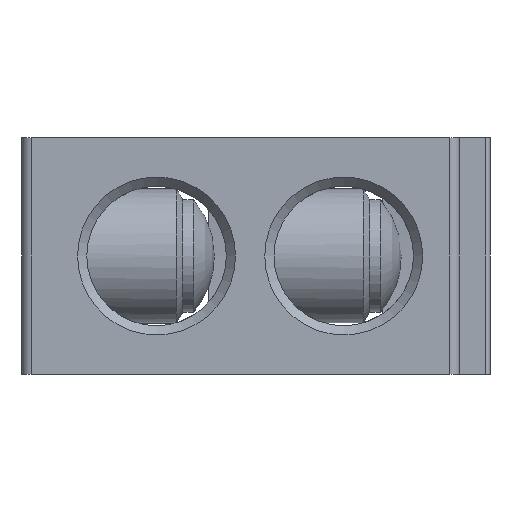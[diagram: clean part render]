
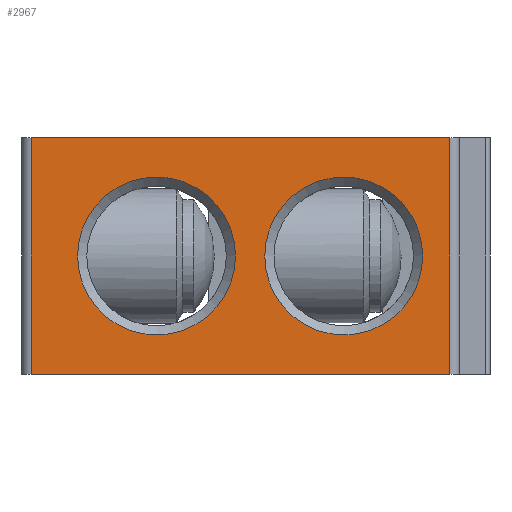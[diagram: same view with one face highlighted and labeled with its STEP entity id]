
A CAD part, left-side view. The second image highlights one B-rep face of the part: STEP entity #2967.
In plain terms, the highlighted planar face has unit normal (-1, 0, 0).
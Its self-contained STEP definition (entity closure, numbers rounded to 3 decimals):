
#22 = VERTEX_POINT('',#23);
#23 = CARTESIAN_POINT('',(-14.599,-17.767,-19.507));
#33 = CYLINDRICAL_SURFACE('',#34,0.762);
#34 = AXIS2_PLACEMENT_3D('',#35,#36,#37);
#35 = CARTESIAN_POINT('',(-13.837,-17.767,0.));
#36 = DIRECTION('',(0.,0.,-1.));
#37 = DIRECTION('',(-0.707,-0.707,0.));
#45 = PLANE('',#46);
#46 = AXIS2_PLACEMENT_3D('',#47,#48,#49);
#47 = CARTESIAN_POINT('',(6.294,-5.647,-19.507));
#48 = DIRECTION('',(0.,0.,-1.));
#49 = DIRECTION('',(-1.,0.,0.));
#90 = VERTEX_POINT('',#91);
#91 = CARTESIAN_POINT('',(-14.599,-17.767,0.));
#106 = PLANE('',#107);
#107 = AXIS2_PLACEMENT_3D('',#108,#109,#110);
#108 = CARTESIAN_POINT('',(6.294,-5.647,0.));
#109 = DIRECTION('',(0.,0.,1.));
#110 = DIRECTION('',(1.,0.,0.));
#122 = EDGE_CURVE('',#90,#22,#123,.T.);
#123 = SURFACE_CURVE('',#124,(#128,#135),.PCURVE_S1.);
#124 = LINE('',#125,#126);
#125 = CARTESIAN_POINT('',(-14.599,-17.767,0.));
#126 = VECTOR('',#127,1.);
#127 = DIRECTION('',(0.,0.,-1.));
#128 = PCURVE('',#33,#129);
#129 = DEFINITIONAL_REPRESENTATION('',(#130),#134);
#130 = LINE('',#131,#132);
#131 = CARTESIAN_POINT('',(7.069,0.));
#132 = VECTOR('',#133,1.);
#133 = DIRECTION('',(0.,1.));
#134 = ( GEOMETRIC_REPRESENTATION_CONTEXT(2) 
PARAMETRIC_REPRESENTATION_CONTEXT() REPRESENTATION_CONTEXT('2D SPACE',''
  ) );
#135 = PCURVE('',#136,#141);
#136 = PLANE('',#137);
#137 = AXIS2_PLACEMENT_3D('',#138,#139,#140);
#138 = CARTESIAN_POINT('',(-14.599,-18.529,0.));
#139 = DIRECTION('',(-1.,0.,0.));
#140 = DIRECTION('',(0.,1.,0.));
#141 = DEFINITIONAL_REPRESENTATION('',(#142),#146);
#142 = LINE('',#143,#144);
#143 = CARTESIAN_POINT('',(0.762,0.));
#144 = VECTOR('',#145,1.);
#145 = DIRECTION('',(0.,1.));
#146 = ( GEOMETRIC_REPRESENTATION_CONTEXT(2) 
PARAMETRIC_REPRESENTATION_CONTEXT() REPRESENTATION_CONTEXT('2D SPACE',''
  ) );
#228 = EDGE_CURVE('',#22,#229,#231,.T.);
#229 = VERTEX_POINT('',#230);
#230 = CARTESIAN_POINT('',(-14.599,16.777,-19.507));
#231 = SURFACE_CURVE('',#232,(#236,#243),.PCURVE_S1.);
#232 = LINE('',#233,#234);
#233 = CARTESIAN_POINT('',(-14.599,-18.529,-19.507));
#234 = VECTOR('',#235,1.);
#235 = DIRECTION('',(0.,1.,0.));
#236 = PCURVE('',#45,#237);
#237 = DEFINITIONAL_REPRESENTATION('',(#238),#242);
#238 = LINE('',#239,#240);
#239 = CARTESIAN_POINT('',(20.893,-12.882));
#240 = VECTOR('',#241,1.);
#241 = DIRECTION('',(0.,1.));
#242 = ( GEOMETRIC_REPRESENTATION_CONTEXT(2) 
PARAMETRIC_REPRESENTATION_CONTEXT() REPRESENTATION_CONTEXT('2D SPACE',''
  ) );
#243 = PCURVE('',#136,#244);
#244 = DEFINITIONAL_REPRESENTATION('',(#245),#249);
#245 = LINE('',#246,#247);
#246 = CARTESIAN_POINT('',(0.,19.507));
#247 = VECTOR('',#248,1.);
#248 = DIRECTION('',(1.,0.));
#249 = ( GEOMETRIC_REPRESENTATION_CONTEXT(2) 
PARAMETRIC_REPRESENTATION_CONTEXT() REPRESENTATION_CONTEXT('2D SPACE',''
  ) );
#272 = CYLINDRICAL_SURFACE('',#273,0.762);
#273 = AXIS2_PLACEMENT_3D('',#274,#275,#276);
#274 = CARTESIAN_POINT('',(-13.837,16.777,0.));
#275 = DIRECTION('',(0.,0.,-1.));
#276 = DIRECTION('',(-0.707,0.707,0.));
#950 = EDGE_CURVE('',#229,#951,#953,.T.);
#951 = VERTEX_POINT('',#952);
#952 = CARTESIAN_POINT('',(-14.599,16.777,0.));
#953 = SURFACE_CURVE('',#954,(#958,#965),.PCURVE_S1.);
#954 = LINE('',#955,#956);
#955 = CARTESIAN_POINT('',(-14.599,16.777,0.));
#956 = VECTOR('',#957,1.);
#957 = DIRECTION('',(0.,0.,1.));
#958 = PCURVE('',#272,#959);
#959 = DEFINITIONAL_REPRESENTATION('',(#960),#964);
#960 = LINE('',#961,#962);
#961 = CARTESIAN_POINT('',(-0.785,0.));
#962 = VECTOR('',#963,1.);
#963 = DIRECTION('',(0.,-1.));
#964 = ( GEOMETRIC_REPRESENTATION_CONTEXT(2) 
PARAMETRIC_REPRESENTATION_CONTEXT() REPRESENTATION_CONTEXT('2D SPACE',''
  ) );
#965 = PCURVE('',#136,#966);
#966 = DEFINITIONAL_REPRESENTATION('',(#967),#971);
#967 = LINE('',#968,#969);
#968 = CARTESIAN_POINT('',(35.306,0.));
#969 = VECTOR('',#970,1.);
#970 = DIRECTION('',(0.,-1.));
#971 = ( GEOMETRIC_REPRESENTATION_CONTEXT(2) 
PARAMETRIC_REPRESENTATION_CONTEXT() REPRESENTATION_CONTEXT('2D SPACE',''
  ) );
#1652 = EDGE_CURVE('',#90,#951,#1653,.T.);
#1653 = SURFACE_CURVE('',#1654,(#1658,#1665),.PCURVE_S1.);
#1654 = LINE('',#1655,#1656);
#1655 = CARTESIAN_POINT('',(-14.599,-18.529,0.));
#1656 = VECTOR('',#1657,1.);
#1657 = DIRECTION('',(0.,1.,0.));
#1658 = PCURVE('',#106,#1659);
#1659 = DEFINITIONAL_REPRESENTATION('',(#1660),#1664);
#1660 = LINE('',#1661,#1662);
#1661 = CARTESIAN_POINT('',(-20.893,-12.882));
#1662 = VECTOR('',#1663,1.);
#1663 = DIRECTION('',(0.,1.));
#1664 = ( GEOMETRIC_REPRESENTATION_CONTEXT(2) 
PARAMETRIC_REPRESENTATION_CONTEXT() REPRESENTATION_CONTEXT('2D SPACE',''
  ) );
#1665 = PCURVE('',#136,#1666);
#1666 = DEFINITIONAL_REPRESENTATION('',(#1667),#1671);
#1667 = LINE('',#1668,#1669);
#1668 = CARTESIAN_POINT('',(0.,0.));
#1669 = VECTOR('',#1670,1.);
#1670 = DIRECTION('',(1.,0.));
#1671 = ( GEOMETRIC_REPRESENTATION_CONTEXT(2) 
PARAMETRIC_REPRESENTATION_CONTEXT() REPRESENTATION_CONTEXT('2D SPACE',''
  ) );
#2904 = CONICAL_SURFACE('',#2905,6.134,0.785);
#2905 = AXIS2_PLACEMENT_3D('',#2906,#2907,#2908);
#2906 = CARTESIAN_POINT('',(-14.218,-9.004,-9.754));
#2907 = DIRECTION('',(-1.,0.,0.));
#2908 = DIRECTION('',(0.,1.,0.));
#2924 = VERTEX_POINT('',#2925);
#2925 = CARTESIAN_POINT('',(-14.599,-15.52,-9.754));
#2945 = EDGE_CURVE('',#2924,#2924,#2946,.T.);
#2946 = SURFACE_CURVE('',#2947,(#2952,#2959),.PCURVE_S1.);
#2947 = CIRCLE('',#2948,6.515);
#2948 = AXIS2_PLACEMENT_3D('',#2949,#2950,#2951);
#2949 = CARTESIAN_POINT('',(-14.599,-9.004,-9.754));
#2950 = DIRECTION('',(-1.,0.,0.));
#2951 = DIRECTION('',(0.,1.,0.));
#2952 = PCURVE('',#2904,#2953);
#2953 = DEFINITIONAL_REPRESENTATION('',(#2954),#2958);
#2954 = LINE('',#2955,#2956);
#2955 = CARTESIAN_POINT('',(0.,0.381));
#2956 = VECTOR('',#2957,1.);
#2957 = DIRECTION('',(1.,0.));
#2958 = ( GEOMETRIC_REPRESENTATION_CONTEXT(2) 
PARAMETRIC_REPRESENTATION_CONTEXT() REPRESENTATION_CONTEXT('2D SPACE',''
  ) );
#2959 = PCURVE('',#136,#2960);
#2960 = DEFINITIONAL_REPRESENTATION('',(#2961),#2965);
#2961 = CIRCLE('',#2962,6.515);
#2962 = AXIS2_PLACEMENT_2D('',#2963,#2964);
#2963 = CARTESIAN_POINT('',(9.525,9.754));
#2964 = DIRECTION('',(1.,0.));
#2965 = ( GEOMETRIC_REPRESENTATION_CONTEXT(2) 
PARAMETRIC_REPRESENTATION_CONTEXT() REPRESENTATION_CONTEXT('2D SPACE',''
  ) );
#2967 = ADVANCED_FACE('',(#2968,#2974,#3005),#136,.T.);
#2968 = FACE_BOUND('',#2969,.T.);
#2969 = EDGE_LOOP('',(#2970,#2971,#2972,#2973));
#2970 = ORIENTED_EDGE('',*,*,#122,.F.);
#2971 = ORIENTED_EDGE('',*,*,#1652,.T.);
#2972 = ORIENTED_EDGE('',*,*,#950,.F.);
#2973 = ORIENTED_EDGE('',*,*,#228,.F.);
#2974 = FACE_BOUND('',#2975,.T.);
#2975 = EDGE_LOOP('',(#2976));
#2976 = ORIENTED_EDGE('',*,*,#2977,.F.);
#2977 = EDGE_CURVE('',#2978,#2978,#2980,.T.);
#2978 = VERTEX_POINT('',#2979);
#2979 = CARTESIAN_POINT('',(-14.599,-0.076,-9.754
    ));
#2980 = SURFACE_CURVE('',#2981,(#2986,#2993),.PCURVE_S1.);
#2981 = CIRCLE('',#2982,6.515);
#2982 = AXIS2_PLACEMENT_3D('',#2983,#2984,#2985);
#2983 = CARTESIAN_POINT('',(-14.599,6.439,-9.754));
#2984 = DIRECTION('',(-1.,0.,0.));
#2985 = DIRECTION('',(0.,1.,0.));
#2986 = PCURVE('',#136,#2987);
#2987 = DEFINITIONAL_REPRESENTATION('',(#2988),#2992);
#2988 = CIRCLE('',#2989,6.515);
#2989 = AXIS2_PLACEMENT_2D('',#2990,#2991);
#2990 = CARTESIAN_POINT('',(24.968,9.754));
#2991 = DIRECTION('',(1.,0.));
#2992 = ( GEOMETRIC_REPRESENTATION_CONTEXT(2) 
PARAMETRIC_REPRESENTATION_CONTEXT() REPRESENTATION_CONTEXT('2D SPACE',''
  ) );
#2993 = PCURVE('',#2994,#2999);
#2994 = CONICAL_SURFACE('',#2995,6.134,0.785);
#2995 = AXIS2_PLACEMENT_3D('',#2996,#2997,#2998);
#2996 = CARTESIAN_POINT('',(-14.218,6.439,-9.754));
#2997 = DIRECTION('',(-1.,0.,0.));
#2998 = DIRECTION('',(0.,1.,0.));
#2999 = DEFINITIONAL_REPRESENTATION('',(#3000),#3004);
#3000 = LINE('',#3001,#3002);
#3001 = CARTESIAN_POINT('',(0.,0.381));
#3002 = VECTOR('',#3003,1.);
#3003 = DIRECTION('',(1.,0.));
#3004 = ( GEOMETRIC_REPRESENTATION_CONTEXT(2) 
PARAMETRIC_REPRESENTATION_CONTEXT() REPRESENTATION_CONTEXT('2D SPACE',''
  ) );
#3005 = FACE_BOUND('',#3006,.T.);
#3006 = EDGE_LOOP('',(#3007));
#3007 = ORIENTED_EDGE('',*,*,#2945,.F.);
